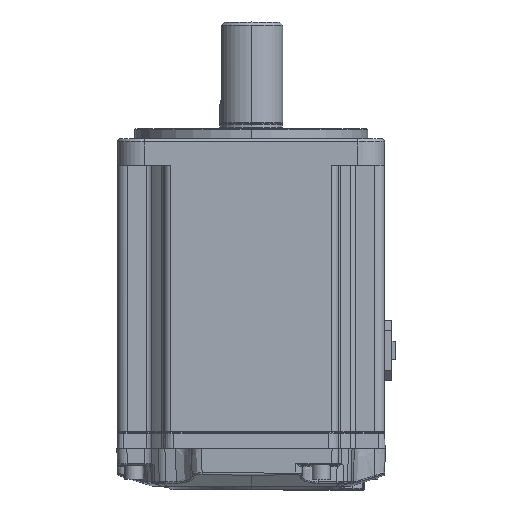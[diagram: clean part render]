
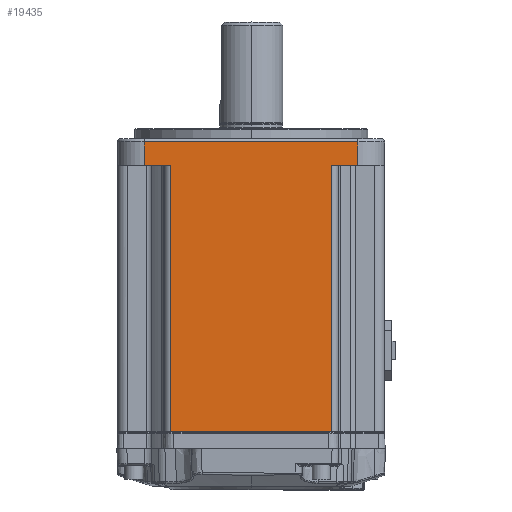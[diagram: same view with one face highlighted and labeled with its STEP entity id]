
A CAD part, top view. The second image highlights one B-rep face of the part: STEP entity #19435.
In plain terms, the highlighted planar face has unit normal (0, 0, 1).
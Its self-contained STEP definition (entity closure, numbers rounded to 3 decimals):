
#18874=CARTESIAN_POINT('',(24.035,-87.8,40.));
#18875=VERTEX_POINT('',#18874);
#18883=CARTESIAN_POINT('',(-24.035,-87.8,40.));
#18884=VERTEX_POINT('',#18883);
#18885=CARTESIAN_POINT('',(-24.035,-87.8,40.));
#18886=DIRECTION('',(1.,0.,-0.));
#18887=VECTOR('',#18886,48.069);
#18888=LINE('',#18885,#18887);
#18889=EDGE_CURVE('',#18884,#18875,#18888,.T.);
#19298=CARTESIAN_POINT('',(32.,-8.,40.));
#19299=VERTEX_POINT('',#19298);
#19307=CARTESIAN_POINT('',(24.035,-8.,40.));
#19308=VERTEX_POINT('',#19307);
#19309=CARTESIAN_POINT('',(24.035,-8.,40.));
#19310=DIRECTION('',(1.,0.,-0.));
#19311=VECTOR('',#19310,7.965);
#19312=LINE('',#19309,#19311);
#19313=EDGE_CURVE('',#19308,#19299,#19312,.T.);
#19376=CARTESIAN_POINT('',(24.035,-87.8,40.));
#19377=DIRECTION('',(0.,1.,0.));
#19378=VECTOR('',#19377,79.8);
#19379=LINE('',#19376,#19378);
#19380=EDGE_CURVE('',#18875,#19308,#19379,.T.);
#19387=CARTESIAN_POINT('',(-40.,0.,40.));
#19388=DIRECTION('',(0.,0.,1.));
#19389=DIRECTION('',(1.,0.,0.));
#19390=AXIS2_PLACEMENT_3D('',#19387,#19388,#19389);
#19391=PLANE('',#19390);
#19392=CARTESIAN_POINT('',(-32.,-1.,40.));
#19393=VERTEX_POINT('',#19392);
#19394=CARTESIAN_POINT('',(-32.,-8.,40.));
#19395=VERTEX_POINT('',#19394);
#19396=CARTESIAN_POINT('',(-32.,-1.,40.));
#19397=DIRECTION('',(0.,-1.,0.));
#19398=VECTOR('',#19397,7.);
#19399=LINE('',#19396,#19398);
#19400=EDGE_CURVE('',#19393,#19395,#19399,.T.);
#19401=ORIENTED_EDGE('',*,*,#19400,.T.);
#19402=CARTESIAN_POINT('',(-24.035,-8.,40.));
#19403=VERTEX_POINT('',#19402);
#19404=CARTESIAN_POINT('',(-32.,-8.,40.));
#19405=DIRECTION('',(1.,0.,-0.));
#19406=VECTOR('',#19405,7.965);
#19407=LINE('',#19404,#19406);
#19408=EDGE_CURVE('',#19395,#19403,#19407,.T.);
#19409=ORIENTED_EDGE('',*,*,#19408,.T.);
#19410=CARTESIAN_POINT('',(-24.035,-87.8,40.));
#19411=DIRECTION('',(0.,1.,0.));
#19412=VECTOR('',#19411,79.8);
#19413=LINE('',#19410,#19412);
#19414=EDGE_CURVE('',#18884,#19403,#19413,.T.);
#19415=ORIENTED_EDGE('',*,*,#19414,.F.);
#19416=ORIENTED_EDGE('',*,*,#18889,.T.);
#19417=ORIENTED_EDGE('',*,*,#19380,.T.);
#19418=ORIENTED_EDGE('',*,*,#19313,.T.);
#19419=CARTESIAN_POINT('',(32.,-1.,40.));
#19420=VERTEX_POINT('',#19419);
#19421=CARTESIAN_POINT('',(32.,-1.,40.));
#19422=DIRECTION('',(0.,-1.,0.));
#19423=VECTOR('',#19422,7.);
#19424=LINE('',#19421,#19423);
#19425=EDGE_CURVE('',#19420,#19299,#19424,.T.);
#19426=ORIENTED_EDGE('',*,*,#19425,.F.);
#19427=CARTESIAN_POINT('',(-32.,-1.,40.));
#19428=DIRECTION('',(1.,0.,-0.));
#19429=VECTOR('',#19428,64.);
#19430=LINE('',#19427,#19429);
#19431=EDGE_CURVE('',#19393,#19420,#19430,.T.);
#19432=ORIENTED_EDGE('',*,*,#19431,.F.);
#19433=EDGE_LOOP('',(#19401,#19409,#19415,#19416,#19417,#19418,#19426,#19432));
#19434=FACE_BOUND('',#19433,.T.);
#19435=ADVANCED_FACE('',(#19434),#19391,.T.);
